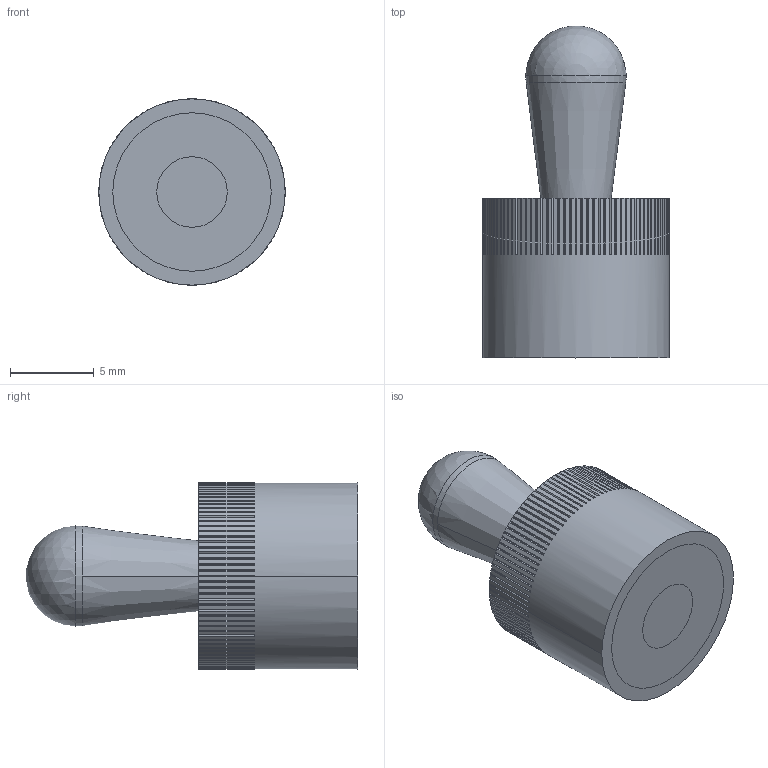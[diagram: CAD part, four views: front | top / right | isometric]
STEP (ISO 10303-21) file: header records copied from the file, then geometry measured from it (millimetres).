
FILE_DESCRIPTION(('STEP AP214'),'1');
FILE_NAME('HALDERN_EH_2B150_0327.stp','2017-07-04T08:45:31',('TraceParts'),('TraceParts S.A.'),'Spatial InterOp 3D',' ',' ');
FILE_SCHEMA(('automotive_design'));
Length unit declared in the file: millimetre
Products named in the file (3): HALDERN_EH_2B150_0327_1; HALDERN_EH_2B150_0327_2; HALDERN_EH_2B150_0327_3
Bounding box: 11.11 x 19.79 x 11.11 mm (x, y, z)
Volume: 1128.8 mm3; surface area: 1516.2 mm2
Topology: 3 solids, 3 shells, 319 faces, 940 edges, 624 vertices
Faces by surface type: plane 305, cylinder 10, sphere 2, cone 2
Entity records: 13200 total; most frequent: CARTESIAN_POINT 1882, ORIENTED_EDGE 1872, DIRECTION 1804, EDGE_CURVE 936, LINE 712, VECTOR 712, VERTEX_POINT 624, AXIS2_PLACEMENT_3D 546
